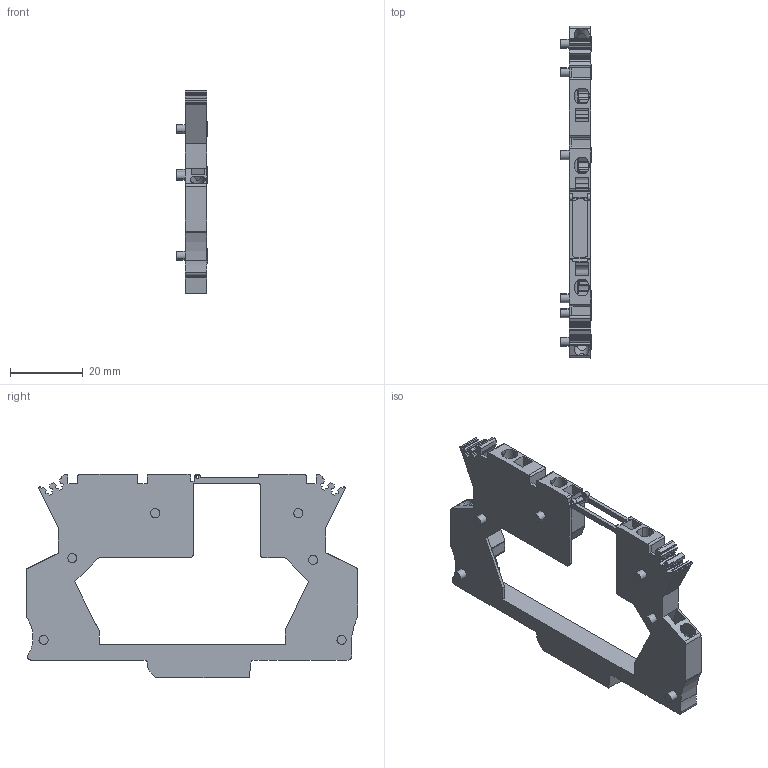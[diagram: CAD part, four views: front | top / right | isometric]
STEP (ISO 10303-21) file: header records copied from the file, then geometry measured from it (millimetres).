
FILE_DESCRIPTION(('CATIA V5 STEP Exchange','CAx-IF Rec.Pracs.--- Model Styling and Organization---1.4--- 2014-01-23'),'2;1');
FILE_NAME ('D1379377_2', '2019-06-28T06:46:17+00:00', ('none'), ('Weidmueller'), 'CATIA Version 5-6 Release 2016 SP3 HF44', 'CATIA V5 STEP AP214', 'none');
FILE_SCHEMA(('AUTOMOTIVE_DESIGN { 1 0 10303 214 1 1 1 1 }'));
Length unit declared in the file: millimetre
Products named in the file (1): 2224240000
Bounding box: 8.4 x 91 x 55.85 mm (x, y, z)
Volume: 10248.2 mm3; surface area: 11842 mm2
Topology: 1 solids, 1 shells, 796 faces, 2527 edges, 1746 vertices
Faces by surface type: plane 501, cylinder 235, extrusion 60
Entity records: 29134 total; most frequent: CARTESIAN_POINT 6962, ORIENTED_EDGE 5054, DIRECTION 3448, EDGE_CURVE 2527, VECTOR 1772, VERTEX_POINT 1746, LINE 1712, AXIS2_PLACEMENT_3D 1109
